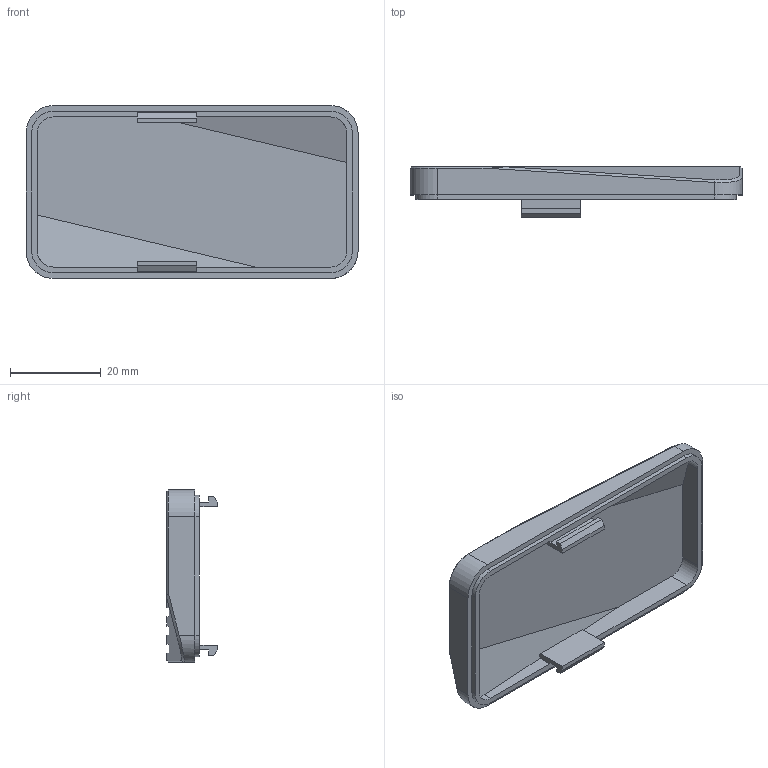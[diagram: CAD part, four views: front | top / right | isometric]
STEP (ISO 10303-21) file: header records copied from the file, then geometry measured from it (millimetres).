
FILE_DESCRIPTION (( 'STEP AP214' ), '1' );
FILE_NAME ('ChatterSync Enclosure Top.STEP', '2023-08-29T21:33:38', ( '' ), ( '' ), 'SwSTEP 2.0', 'SolidWorks 2023', '' );
FILE_SCHEMA (( 'AUTOMOTIVE_DESIGN' ));
Length unit declared in the file: millimetre
Products named in the file (1): ChatterSync Enclosure Top
Bounding box: 73 x 11.05 x 38 mm (x, y, z)
Volume: 8537 mm3; surface area: 8141.8 mm2
Topology: 1 solids, 1 shells, 93 faces, 259 edges, 170 vertices
Faces by surface type: plane 73, cylinder 15, cone 3, bspline 2
Entity records: 3163 total; most frequent: CARTESIAN_POINT 755, ORIENTED_EDGE 518, DIRECTION 462, EDGE_CURVE 259, LINE 216, VECTOR 216, VERTEX_POINT 170, AXIS2_PLACEMENT_3D 123
